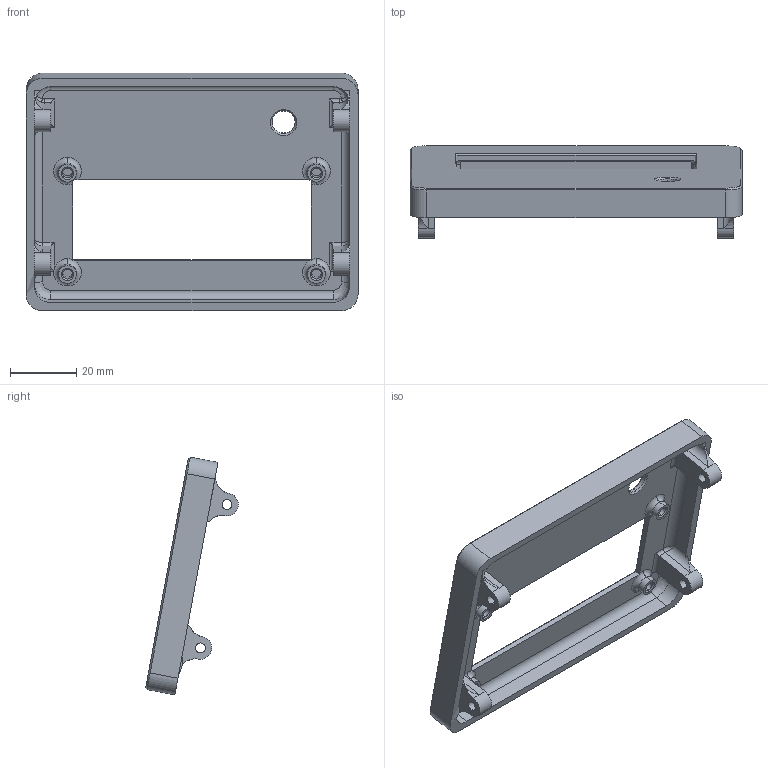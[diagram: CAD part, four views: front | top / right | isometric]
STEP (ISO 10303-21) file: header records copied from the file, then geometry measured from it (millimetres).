
FILE_DESCRIPTION (( 'STEP AP214' ), '1' );
FILE_NAME ('Case Cover.STEP', '2023-10-12T16:48:24', ( '' ), ( '' ), 'SwSTEP 2.0', 'SolidWorks 2023', '' );
FILE_SCHEMA (( 'AUTOMOTIVE_DESIGN' ));
Length unit declared in the file: millimetre
Products named in the file (1): Case Cover
Bounding box: 100 x 27.88 x 71.55 mm (x, y, z)
Volume: 18957.3 mm3; surface area: 17113.9 mm2
Topology: 1 solids, 1 shells, 173 faces, 418 edges, 243 vertices
Faces by surface type: cylinder 73, plane 52, bspline 26, cone 12, torus 10
Entity records: 6341 total; most frequent: CARTESIAN_POINT 2523, ORIENTED_EDGE 820, DIRECTION 758, EDGE_CURVE 410, AXIS2_PLACEMENT_3D 286, VERTEX_POINT 243, EDGE_LOOP 189, VECTOR 186
